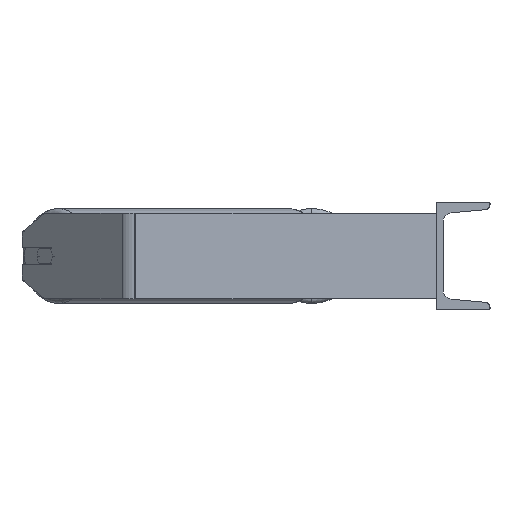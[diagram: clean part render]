
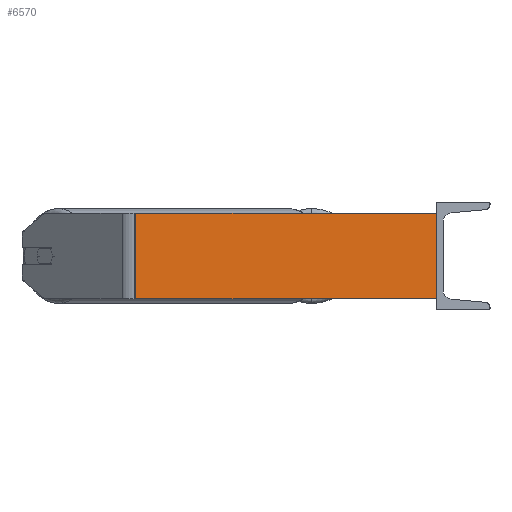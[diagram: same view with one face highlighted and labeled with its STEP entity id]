
A CAD part, left-side view. The second image highlights one B-rep face of the part: STEP entity #6570.
In plain terms, the highlighted planar face has unit normal (-0.996, -0.087, 0).
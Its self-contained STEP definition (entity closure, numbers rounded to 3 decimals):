
#292 = EDGE_CURVE ( 'NONE', #3429, #7556, #4770, .T. ) ;
#402 = CARTESIAN_POINT ( 'NONE',  ( -485., 0., -40. ) ) ;
#570 = EDGE_CURVE ( 'NONE', #2165, #3429, #7182, .T. ) ;
#649 = VERTEX_POINT ( 'NONE', #3646 ) ;
#738 = VECTOR ( 'NONE', #1880, 1000. ) ;
#900 = FACE_OUTER_BOUND ( 'NONE', #8517, .T. ) ;
#948 = CARTESIAN_POINT ( 'NONE',  ( -510.313, 289.333, 40. ) ) ;
#1755 = DIRECTION ( 'NONE',  ( 0.996, 0.087, 0. ) ) ;
#1880 = DIRECTION ( 'NONE',  ( 0.087, -0.996, 0. ) ) ;
#2165 = VERTEX_POINT ( 'NONE', #8401 ) ;
#2315 = ORIENTED_EDGE ( 'NONE', *, *, #292, .T. ) ;
#2760 = CARTESIAN_POINT ( 'NONE',  ( -485., 0., 40. ) ) ;
#2761 = ORIENTED_EDGE ( 'NONE', *, *, #7629, .F. ) ;
#2854 = DIRECTION ( 'NONE',  ( -0.087, 0.996, 0. ) ) ;
#2927 = AXIS2_PLACEMENT_3D ( 'NONE', #948, #1755, #2854 ) ;
#3429 = VERTEX_POINT ( 'NONE', #8506 ) ;
#3646 = CARTESIAN_POINT ( 'NONE',  ( -485., 0., 40. ) ) ;
#3690 = DIRECTION ( 'NONE',  ( 0., 0., -1. ) ) ;
#3775 = ORIENTED_EDGE ( 'NONE', *, *, #570, .T. ) ;
#4770 = LINE ( 'NONE', #6223, #8771 ) ;
#4954 = DIRECTION ( 'NONE',  ( 0., 0., -1. ) ) ;
#5449 = VECTOR ( 'NONE', #4954, 1000. ) ;
#6223 = CARTESIAN_POINT ( 'NONE',  ( -510.313, 289.333, -40. ) ) ;
#6570 = ADVANCED_FACE ( 'NONE', ( #900 ), #8754, .F. ) ;
#6861 = DIRECTION ( 'NONE',  ( 0.087, -0.996, 0. ) ) ;
#7182 = LINE ( 'NONE', #7326, #7541 ) ;
#7326 = CARTESIAN_POINT ( 'NONE',  ( -509.663, 281.9, 40. ) ) ;
#7541 = VECTOR ( 'NONE', #3690, 1000. ) ;
#7556 = VERTEX_POINT ( 'NONE', #402 ) ;
#7629 = EDGE_CURVE ( 'NONE', #649, #7556, #9107, .T. ) ;
#7756 = ORIENTED_EDGE ( 'NONE', *, *, #8722, .F. ) ;
#8101 = CARTESIAN_POINT ( 'NONE',  ( -510.313, 289.333, 40. ) ) ;
#8401 = CARTESIAN_POINT ( 'NONE',  ( -509.663, 281.9, 40. ) ) ;
#8506 = CARTESIAN_POINT ( 'NONE',  ( -509.663, 281.9, -40. ) ) ;
#8517 = EDGE_LOOP ( 'NONE', ( #2315, #2761, #7756, #3775 ) ) ;
#8722 = EDGE_CURVE ( 'NONE', #2165, #649, #8816, .T. ) ;
#8754 = PLANE ( 'NONE',  #2927 ) ;
#8771 = VECTOR ( 'NONE', #6861, 1000. ) ;
#8816 = LINE ( 'NONE', #8101, #738 ) ;
#9107 = LINE ( 'NONE', #2760, #5449 ) ;
